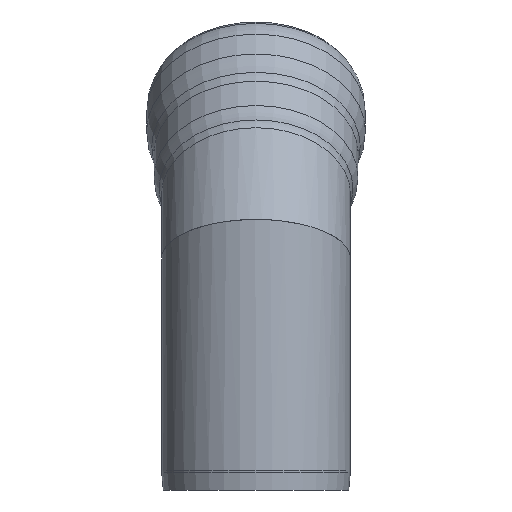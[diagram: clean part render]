
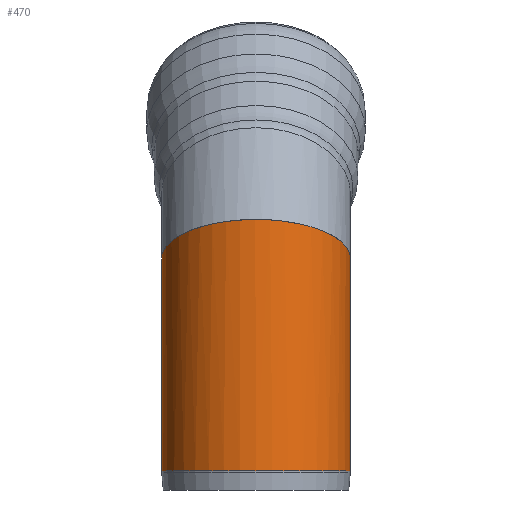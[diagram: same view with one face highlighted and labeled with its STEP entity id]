
A CAD part, left-side view. The second image highlights one B-rep face of the part: STEP entity #470.
In plain terms, the highlighted cylindrical face has radius 510 mm (diameter 1020 mm), a full revolution.
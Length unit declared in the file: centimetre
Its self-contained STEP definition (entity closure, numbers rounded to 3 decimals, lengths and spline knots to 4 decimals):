
#82=CIRCLE('',#549,51.);
#83=CIRCLE('',#550,51.);
#102=LINE('',#874,#116);
#116=VECTOR('',#721,51.);
#127=CYLINDRICAL_SURFACE('',#548,51.);
#152=FACE_OUTER_BOUND('',#182,.T.);
#182=EDGE_LOOP('',(#415,#416,#417,#418,#419));
#190=ELLIPSE('',#543,55.202,51.);
#224=VERTEX_POINT('',#859);
#228=VERTEX_POINT('',#870);
#229=VERTEX_POINT('',#871);
#287=EDGE_CURVE('',#224,#224,#190,.T.);
#292=EDGE_CURVE('',#228,#229,#82,.T.);
#293=EDGE_CURVE('',#229,#228,#83,.T.);
#294=EDGE_CURVE('',#229,#224,#102,.T.);
#415=ORIENTED_EDGE('',*,*,#292,.F.);
#416=ORIENTED_EDGE('',*,*,#293,.F.);
#417=ORIENTED_EDGE('',*,*,#294,.T.);
#418=ORIENTED_EDGE('',*,*,#287,.T.);
#419=ORIENTED_EDGE('',*,*,#294,.F.);
#470=ADVANCED_FACE('',(#152),#127,.T.);
#543=AXIS2_PLACEMENT_3D('',#860,#704,#705);
#548=AXIS2_PLACEMENT_3D('',#869,#715,#716);
#549=AXIS2_PLACEMENT_3D('',#872,#717,#718);
#550=AXIS2_PLACEMENT_3D('',#873,#719,#720);
#704=DIRECTION('center_axis',(-0.383,0.,-0.924));
#705=DIRECTION('ref_axis',(-0.924,0.,0.383));
#715=DIRECTION('center_axis',(0.,0.,-1.));
#716=DIRECTION('ref_axis',(-1.,0.,0.));
#717=DIRECTION('center_axis',(0.,0.,-1.));
#718=DIRECTION('ref_axis',(1.,0.,0.));
#719=DIRECTION('center_axis',(0.,0.,-1.));
#720=DIRECTION('ref_axis',(1.,0.,0.));
#721=DIRECTION('',(0.,0.,1.));
#859=CARTESIAN_POINT('',(197.44,348.7625,-42.6374));
#860=CARTESIAN_POINT('Origin',(146.44,348.7625,-21.5126));
#869=CARTESIAN_POINT('Origin',(146.44,348.7625,-33.0882));
#870=CARTESIAN_POINT('',(146.44,297.7625,-135.9881));
#871=CARTESIAN_POINT('',(197.44,348.7625,-135.9881));
#872=CARTESIAN_POINT('Origin',(146.44,348.7625,-135.9881));
#873=CARTESIAN_POINT('Origin',(146.44,348.7625,-135.9881));
#874=CARTESIAN_POINT('',(197.44,348.7625,-33.0882));
